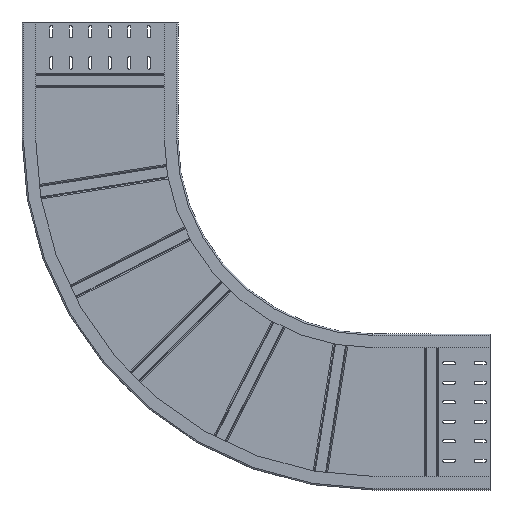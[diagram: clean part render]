
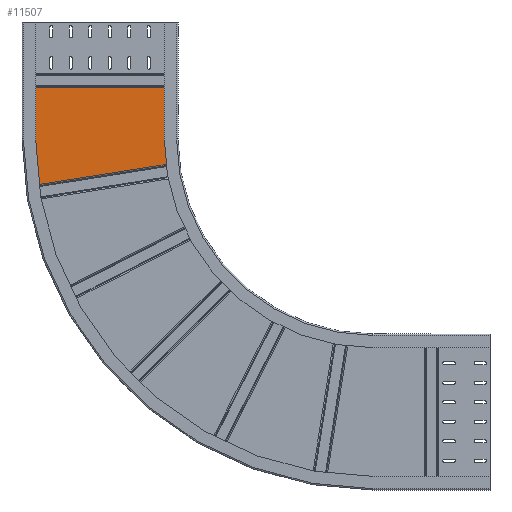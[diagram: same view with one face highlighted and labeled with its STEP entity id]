
A CAD part, front view. The second image highlights one B-rep face of the part: STEP entity #11507.
In plain terms, the highlighted planar face has unit normal (0, -1, 0).
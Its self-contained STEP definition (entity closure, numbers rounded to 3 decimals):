
#3307=CARTESIAN_POINT('',(700.,-1.5,-300.));
#3308=DIRECTION('',(0.,-1.,0.));
#3309=DIRECTION('',(-1.,0.,0.));
#3310=AXIS2_PLACEMENT_3D('',#3307,#3308,#3309);
#3312=DIRECTION('',(0.,0.,-1.));
#3313=VECTOR('',#3312,131.118);
#3314=CARTESIAN_POINT('',(-196.5,-1.5,-168.882));
#3315=LINE('',#3314,#3313);
#3316=DIRECTION('',(0.,0.,1.));
#3317=VECTOR('',#3316,131.118);
#3318=CARTESIAN_POINT('',(196.5,-1.5,-300.));
#3319=LINE('',#3318,#3317);
#3320=CARTESIAN_POINT('',(700.,-1.5,-300.));
#3321=DIRECTION('',(0.,1.,0.));
#3322=DIRECTION('',(-0.993,0.,-0.12));
#3323=AXIS2_PLACEMENT_3D('',#3320,#3321,#3322);
#3325=DIRECTION('',(0.988,0.,0.156));
#3326=VECTOR('',#3325,393.151);
#3327=CARTESIAN_POINT('',(-188.185,-1.5,-421.82));
#3328=LINE('',#3327,#3326);
#3375=DIRECTION('',(1.,0.,0.));
#3376=VECTOR('',#3375,393.);
#3377=CARTESIAN_POINT('',(-196.5,-1.5,-168.882));
#3378=LINE('',#3377,#3376);
#5267=CARTESIAN_POINT('',(196.5,-1.5,-168.882));
#5269=VERTEX_POINT('',#5267);
#5272=CARTESIAN_POINT('',(-196.5,-1.5,-168.882));
#5273=VERTEX_POINT('',#5272);
#5275=CARTESIAN_POINT('',(200.126,-1.5,-360.318));
#5277=VERTEX_POINT('',#5275);
#5280=CARTESIAN_POINT('',(196.5,-1.5,-300.));
#5281=VERTEX_POINT('',#5280);
#5282=CARTESIAN_POINT('',(-188.185,-1.5,-421.82));
#5284=VERTEX_POINT('',#5282);
#5286=CARTESIAN_POINT('',(-196.5,-1.5,-300.));
#5288=VERTEX_POINT('',#5286);
#11490=CARTESIAN_POINT('',(196.5,-1.5,-146.199));
#11491=DIRECTION('',(0.,1.,0.));
#11492=DIRECTION('',(0.,0.,1.));
#11493=AXIS2_PLACEMENT_3D('',#11490,#11491,#11492);
#11494=PLANE('',#11493);
#11496=ORIENTED_EDGE('',*,*,#11495,.F.);
#11498=ORIENTED_EDGE('',*,*,#11497,.F.);
#11500=ORIENTED_EDGE('',*,*,#11499,.T.);
#11502=ORIENTED_EDGE('',*,*,#11501,.F.);
#11503=ORIENTED_EDGE('',*,*,#11394,.F.);
#11504=ORIENTED_EDGE('',*,*,#11480,.F.);
#11505=EDGE_LOOP('',(#11496,#11498,#11500,#11502,#11503,#11504));
#11506=FACE_OUTER_BOUND('',#11505,.F.);
#11507=ADVANCED_FACE('',(#11506),#11494,.F.);
#3311=CIRCLE('',#3310,896.5);
#3324=CIRCLE('',#3323,503.5);
#11394=EDGE_CURVE('',#5277,#5281,#3324,.T.);
#11480=EDGE_CURVE('',#5284,#5277,#3328,.T.);
#11495=EDGE_CURVE('',#5288,#5284,#3311,.T.);
#11497=EDGE_CURVE('',#5273,#5288,#3315,.T.);
#11499=EDGE_CURVE('',#5273,#5269,#3378,.T.);
#11501=EDGE_CURVE('',#5281,#5269,#3319,.T.);
